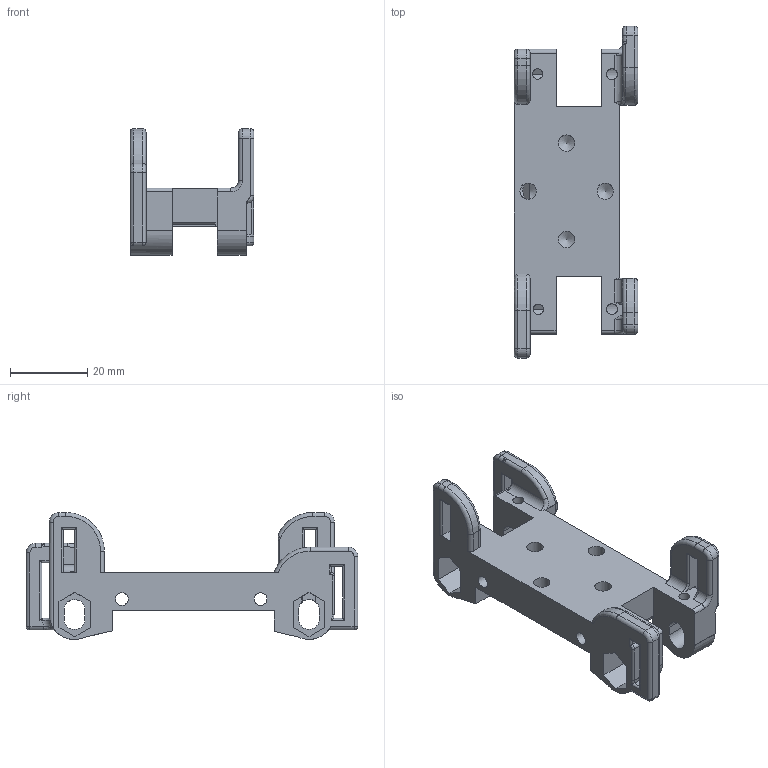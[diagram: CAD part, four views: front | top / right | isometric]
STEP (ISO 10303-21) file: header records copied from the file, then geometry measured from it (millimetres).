
FILE_DESCRIPTION(/* description */ (''),/* implementation_level */ '2;1');
FILE_NAME(/* name */ 'tronxy eva top.step',/* time_stamp */ '2022-10-21T17:45:39-05:00',/* author */ (''),/* organization */ (''),/* preprocessor_version */ 'ST-DEVELOPER v19',/* originating_system */ 'Autodesk Translation Framework v11.7.0.108',/* authorisation */ '');
FILE_SCHEMA (('AUTOMOTIVE_DESIGN { 1 0 10303 214 3 1 1 }'));
Length unit declared in the file: millimetre
Products named in the file (1): tronxy eva top
Bounding box: 32.13 x 86.12 x 32.95 mm (x, y, z)
Volume: 21115 mm3; surface area: 11512.1 mm2
Topology: 1 solids, 4 shells, 267 faces, 712 edges, 444 vertices
Faces by surface type: cylinder 108, plane 102, torus 28, bspline 20, cone 5, sphere 4
Full cylindrical faces by diameter (mm): 2.7 x2, 2.85 x2, 3 x2, 3.3 x2, 4.25 x4
Entity records: 9066 total; most frequent: CARTESIAN_POINT 2360, ORIENTED_EDGE 1414, DIRECTION 1384, EDGE_CURVE 707, AXIS2_PLACEMENT_3D 492, VERTEX_POINT 444, LINE 400, VECTOR 400
